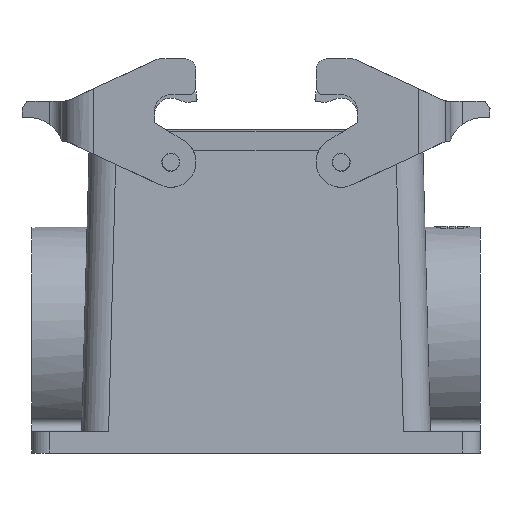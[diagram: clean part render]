
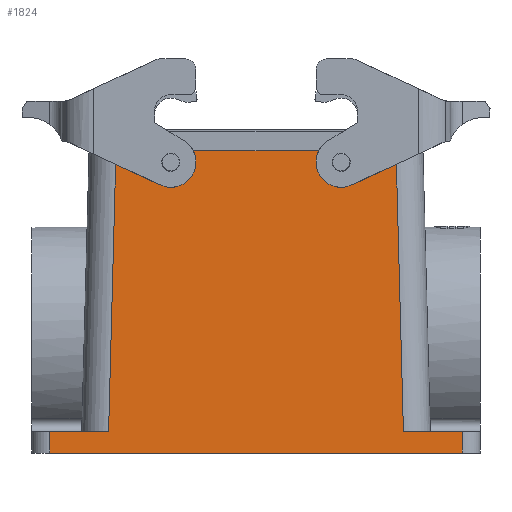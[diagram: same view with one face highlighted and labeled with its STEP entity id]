
A CAD part, front view. The second image highlights one B-rep face of the part: STEP entity #1824.
In plain terms, the highlighted planar face has unit normal (0, -1, 0.027).
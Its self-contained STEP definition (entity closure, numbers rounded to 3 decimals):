
#1112=FACE_BOUND('',#2986,.T.);
#1113=FACE_BOUND('',#2987,.T.);
#1114=FACE_BOUND('',#2988,.T.);
#1252=ELLIPSE('',#9920,3.501,3.5);
#1253=ELLIPSE('',#9921,3.501,3.5);
#1824=ADVANCED_FACE('',(#1112,#1113,#1114),#2245,.F.);
#2245=PLANE('',#9922);
#2986=EDGE_LOOP('',(#4224,#4225,#4226,#4227));
#2987=EDGE_LOOP('',(#4228,#4229,#4230,#4231));
#2988=EDGE_LOOP('',(#4232,#4233,#4234,#4235,#4236,#4237,#4238,#4239,#4240,
#4241));
#3447=B_SPLINE_CURVE_WITH_KNOTS('',3,(#14720,#14721,#14722,#14723,#14724,
#14725,#14726,#14727,#14728,#14729,#14730,#14731,#14732,#14733,#14734,#14735,
#14736,#14737,#14738,#14739,#14740,#14741,#14742,#14743,#14744,#14745),
 .UNSPECIFIED.,.F.,.F.,(4,2,2,2,2,2,2,2,2,2,2,2,4),(0.,0.016,
0.031,0.063,0.125,0.25,
0.5,0.75,0.875,0.938,0.969,0.984,1.),.UNSPECIFIED.);
#3448=B_SPLINE_CURVE_WITH_KNOTS('',3,(#14753,#14754,#14755,#14756,#14757,
#14758,#14759,#14760,#14761,#14762,#14763,#14764,#14765,#14766,#14767,#14768,
#14769,#14770,#14771,#14772,#14773,#14774,#14775,#14776,#14777,#14778),
 .UNSPECIFIED.,.F.,.F.,(4,2,2,2,2,2,2,2,2,2,2,2,4),(0.,0.016,
0.031,0.062,0.125,0.25,0.5,0.75,
0.875,0.938,0.969,0.984,1.),.UNSPECIFIED.);
#4224=ORIENTED_EDGE('',*,*,#7200,.T.);
#4225=ORIENTED_EDGE('',*,*,#7201,.T.);
#4226=ORIENTED_EDGE('',*,*,#7202,.T.);
#4227=ORIENTED_EDGE('',*,*,#7203,.F.);
#4228=ORIENTED_EDGE('',*,*,#7204,.T.);
#4229=ORIENTED_EDGE('',*,*,#7205,.T.);
#4230=ORIENTED_EDGE('',*,*,#7206,.T.);
#4231=ORIENTED_EDGE('',*,*,#7207,.F.);
#4232=ORIENTED_EDGE('',*,*,#7195,.F.);
#4233=ORIENTED_EDGE('',*,*,#7208,.T.);
#4234=ORIENTED_EDGE('',*,*,#7209,.T.);
#4235=ORIENTED_EDGE('',*,*,#7210,.T.);
#4236=ORIENTED_EDGE('',*,*,#7211,.T.);
#4237=ORIENTED_EDGE('',*,*,#7212,.T.);
#4238=ORIENTED_EDGE('',*,*,#7213,.T.);
#4239=ORIENTED_EDGE('',*,*,#7214,.T.);
#4240=ORIENTED_EDGE('',*,*,#7215,.T.);
#4241=ORIENTED_EDGE('',*,*,#7216,.T.);
#6279=VERTEX_POINT('',#14702);
#6280=VERTEX_POINT('',#14704);
#6284=VERTEX_POINT('',#14714);
#6285=VERTEX_POINT('',#14715);
#6286=VERTEX_POINT('',#14717);
#6287=VERTEX_POINT('',#14719);
#6288=VERTEX_POINT('',#14747);
#6289=VERTEX_POINT('',#14748);
#6290=VERTEX_POINT('',#14750);
#6291=VERTEX_POINT('',#14752);
#6292=VERTEX_POINT('',#14780);
#6293=VERTEX_POINT('',#14782);
#6294=VERTEX_POINT('',#14784);
#6295=VERTEX_POINT('',#14786);
#6296=VERTEX_POINT('',#14788);
#6297=VERTEX_POINT('',#14790);
#6298=VERTEX_POINT('',#14792);
#6299=VERTEX_POINT('',#14794);
#7195=EDGE_CURVE('',#6279,#6280,#8227,.T.);
#7200=EDGE_CURVE('',#6284,#6285,#8229,.T.);
#7201=EDGE_CURVE('',#6285,#6286,#1252,.T.);
#7202=EDGE_CURVE('',#6286,#6287,#8230,.T.);
#7203=EDGE_CURVE('',#6284,#6287,#3447,.T.);
#7204=EDGE_CURVE('',#6288,#6289,#8231,.T.);
#7205=EDGE_CURVE('',#6289,#6290,#1253,.T.);
#7206=EDGE_CURVE('',#6290,#6291,#8232,.T.);
#7207=EDGE_CURVE('',#6288,#6291,#3448,.T.);
#7208=EDGE_CURVE('',#6279,#6292,#8233,.T.);
#7209=EDGE_CURVE('',#6292,#6293,#8234,.T.);
#7210=EDGE_CURVE('',#6293,#6294,#8235,.T.);
#7211=EDGE_CURVE('',#6294,#6295,#8236,.T.);
#7212=EDGE_CURVE('',#6295,#6296,#8237,.T.);
#7213=EDGE_CURVE('',#6296,#6297,#8238,.T.);
#7214=EDGE_CURVE('',#6297,#6298,#8239,.T.);
#7215=EDGE_CURVE('',#6298,#6299,#8240,.T.);
#7216=EDGE_CURVE('',#6299,#6280,#8241,.T.);
#8227=LINE('',#14703,#8985);
#8229=LINE('',#14713,#8987);
#8230=LINE('',#14718,#8988);
#8231=LINE('',#14746,#8989);
#8232=LINE('',#14751,#8990);
#8233=LINE('',#14779,#8991);
#8234=LINE('',#14781,#8992);
#8235=LINE('',#14783,#8993);
#8236=LINE('',#14785,#8994);
#8237=LINE('',#14787,#8995);
#8238=LINE('',#14789,#8996);
#8239=LINE('',#14791,#8997);
#8240=LINE('',#14793,#8998);
#8241=LINE('',#14795,#8999);
#8985=VECTOR('',#11114,1.);
#8987=VECTOR('',#11124,1.);
#8988=VECTOR('',#11127,1.);
#8989=VECTOR('',#11128,1.);
#8990=VECTOR('',#11131,1.);
#8991=VECTOR('',#11132,1.);
#8992=VECTOR('',#11133,1.);
#8993=VECTOR('',#11134,1.);
#8994=VECTOR('',#11135,1.);
#8995=VECTOR('',#11136,1.);
#8996=VECTOR('',#11137,1.);
#8997=VECTOR('',#11138,1.);
#8998=VECTOR('',#11139,1.);
#8999=VECTOR('',#11140,1.);
#9920=AXIS2_PLACEMENT_3D('',#14716,#11125,#11126);
#9921=AXIS2_PLACEMENT_3D('',#14749,#11129,#11130);
#9922=AXIS2_PLACEMENT_3D('',#14796,#11141,#11142);
#11114=DIRECTION('',(-1.,0.,0.));
#11124=DIRECTION('',(1.,0.,0.));
#11125=DIRECTION('',(0.,1.,-0.027));
#11126=DIRECTION('',(0.,0.027,1.));
#11127=DIRECTION('',(1.,0.,0.));
#11128=DIRECTION('',(1.,0.,0.));
#11129=DIRECTION('',(0.,1.,-0.027));
#11130=DIRECTION('',(0.,0.027,1.));
#11131=DIRECTION('',(1.,0.,0.));
#11132=DIRECTION('',(0.,0.027,1.));
#11133=DIRECTION('',(-1.,0.,0.));
#11134=DIRECTION('',(-1.,0.,0.));
#11135=DIRECTION('',(-0.026,0.027,0.999));
#11136=DIRECTION('',(-1.,0.,0.));
#11137=DIRECTION('',(-0.026,-0.027,-0.999));
#11138=DIRECTION('',(-1.,0.,0.));
#11139=DIRECTION('',(-1.,0.,0.));
#11140=DIRECTION('',(0.,-0.027,-1.));
#11141=DIRECTION('',(0.,1.,-0.027));
#11142=DIRECTION('',(0.,0.027,1.));
#14702=CARTESIAN_POINT('',(57.5,-43.5,-78.55));
#14703=CARTESIAN_POINT('',(62.5,-43.5,-78.55));
#14704=CARTESIAN_POINT('',(-57.5,-43.5,-78.55));
#14713=CARTESIAN_POINT('',(62.5,-41.334,2.55));
#14714=CARTESIAN_POINT('',(-22.025,-41.334,2.55));
#14715=CARTESIAN_POINT('',(-20.25,-41.334,2.55));
#14716=CARTESIAN_POINT('',(-23.75,-41.334,2.55));
#14717=CARTESIAN_POINT('',(-27.25,-41.334,2.55));
#14718=CARTESIAN_POINT('',(62.5,-41.334,2.55));
#14719=CARTESIAN_POINT('',(-25.475,-41.334,2.55));
#14720=CARTESIAN_POINT('',(-22.025,-41.334,2.55));
#14721=CARTESIAN_POINT('',(-22.052,-41.334,2.55));
#14722=CARTESIAN_POINT('',(-22.051,-41.333,2.595));
#14723=CARTESIAN_POINT('',(-22.064,-41.332,2.647));
#14724=CARTESIAN_POINT('',(-22.07,-41.331,2.673));
#14725=CARTESIAN_POINT('',(-22.088,-41.329,2.751));
#14726=CARTESIAN_POINT('',(-22.101,-41.327,2.802));
#14727=CARTESIAN_POINT('',(-22.146,-41.323,2.956));
#14728=CARTESIAN_POINT('',(-22.183,-41.321,3.057));
#14729=CARTESIAN_POINT('',(-22.319,-41.313,3.345));
#14730=CARTESIAN_POINT('',(-22.443,-41.308,3.521));
#14731=CARTESIAN_POINT('',(-22.901,-41.296,3.962));
#14732=CARTESIAN_POINT('',(-23.324,-41.292,4.135));
#14733=CARTESIAN_POINT('',(-24.169,-41.292,4.137));
#14734=CARTESIAN_POINT('',(-24.593,-41.296,3.966));
#14735=CARTESIAN_POINT('',(-25.056,-41.308,3.522));
#14736=CARTESIAN_POINT('',(-25.179,-41.313,3.348));
#14737=CARTESIAN_POINT('',(-25.316,-41.321,3.058));
#14738=CARTESIAN_POINT('',(-25.354,-41.323,2.958));
#14739=CARTESIAN_POINT('',(-25.398,-41.327,2.804));
#14740=CARTESIAN_POINT('',(-25.411,-41.329,2.752));
#14741=CARTESIAN_POINT('',(-25.43,-41.331,2.674));
#14742=CARTESIAN_POINT('',(-25.436,-41.332,2.647));
#14743=CARTESIAN_POINT('',(-25.449,-41.333,2.596));
#14744=CARTESIAN_POINT('',(-25.447,-41.334,2.55));
#14745=CARTESIAN_POINT('',(-25.475,-41.334,2.55));
#14746=CARTESIAN_POINT('',(62.5,-41.334,2.55));
#14747=CARTESIAN_POINT('',(25.475,-41.334,2.55));
#14748=CARTESIAN_POINT('',(27.25,-41.334,2.55));
#14749=CARTESIAN_POINT('',(23.75,-41.334,2.55));
#14750=CARTESIAN_POINT('',(20.25,-41.334,2.55));
#14751=CARTESIAN_POINT('',(62.5,-41.334,2.55));
#14752=CARTESIAN_POINT('',(22.025,-41.334,2.55));
#14753=CARTESIAN_POINT('',(25.475,-41.334,2.55));
#14754=CARTESIAN_POINT('',(25.448,-41.334,2.55));
#14755=CARTESIAN_POINT('',(25.449,-41.333,2.595));
#14756=CARTESIAN_POINT('',(25.436,-41.332,2.647));
#14757=CARTESIAN_POINT('',(25.43,-41.331,2.673));
#14758=CARTESIAN_POINT('',(25.412,-41.329,2.751));
#14759=CARTESIAN_POINT('',(25.399,-41.327,2.802));
#14760=CARTESIAN_POINT('',(25.354,-41.323,2.956));
#14761=CARTESIAN_POINT('',(25.317,-41.321,3.057));
#14762=CARTESIAN_POINT('',(25.181,-41.313,3.345));
#14763=CARTESIAN_POINT('',(25.057,-41.308,3.521));
#14764=CARTESIAN_POINT('',(24.599,-41.296,3.962));
#14765=CARTESIAN_POINT('',(24.176,-41.292,4.135));
#14766=CARTESIAN_POINT('',(23.331,-41.292,4.137));
#14767=CARTESIAN_POINT('',(22.907,-41.296,3.966));
#14768=CARTESIAN_POINT('',(22.444,-41.308,3.522));
#14769=CARTESIAN_POINT('',(22.321,-41.313,3.348));
#14770=CARTESIAN_POINT('',(22.184,-41.321,3.058));
#14771=CARTESIAN_POINT('',(22.146,-41.323,2.958));
#14772=CARTESIAN_POINT('',(22.102,-41.327,2.804));
#14773=CARTESIAN_POINT('',(22.089,-41.329,2.752));
#14774=CARTESIAN_POINT('',(22.07,-41.331,2.674));
#14775=CARTESIAN_POINT('',(22.064,-41.332,2.647));
#14776=CARTESIAN_POINT('',(22.051,-41.333,2.596));
#14777=CARTESIAN_POINT('',(22.053,-41.334,2.55));
#14778=CARTESIAN_POINT('',(22.025,-41.334,2.55));
#14779=CARTESIAN_POINT('',(57.5,-43.34,-72.55));
#14780=CARTESIAN_POINT('',(57.5,-43.34,-72.55));
#14781=CARTESIAN_POINT('',(62.5,-43.34,-72.55));
#14782=CARTESIAN_POINT('',(46.49,-43.34,-72.55));
#14783=CARTESIAN_POINT('',(62.5,-43.34,-72.55));
#14784=CARTESIAN_POINT('',(41.102,-43.34,-72.55));
#14785=CARTESIAN_POINT('',(39.058,-41.255,5.504));
#14786=CARTESIAN_POINT('',(39.053,-41.25,5.7));
#14787=CARTESIAN_POINT('',(62.5,-41.25,5.7));
#14788=CARTESIAN_POINT('',(-39.053,-41.25,5.7));
#14789=CARTESIAN_POINT('',(-38.983,-41.179,8.356));
#14790=CARTESIAN_POINT('',(-41.102,-43.34,-72.55));
#14791=CARTESIAN_POINT('',(62.5,-43.34,-72.55));
#14792=CARTESIAN_POINT('',(-46.49,-43.34,-72.55));
#14793=CARTESIAN_POINT('',(62.5,-43.34,-72.55));
#14794=CARTESIAN_POINT('',(-57.5,-43.34,-72.55));
#14795=CARTESIAN_POINT('',(-57.5,-41.25,5.7));
#14796=CARTESIAN_POINT('',(62.5,-41.25,5.7));
